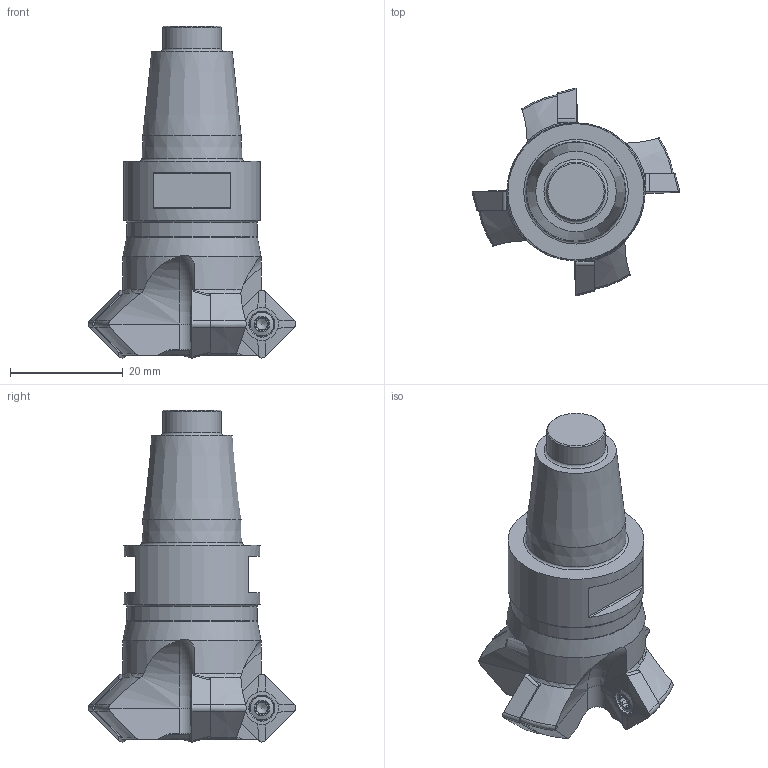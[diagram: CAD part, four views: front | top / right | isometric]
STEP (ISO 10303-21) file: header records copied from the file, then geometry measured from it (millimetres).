
FILE_DESCRIPTION(/* description */ (''),/* implementation_level */ '2;1');
FILE_NAME(/* name */ '1562213712731.stp',/* time_stamp */ '2019-07-04T09:45:23+05:00',/* author */ (''),/* organization */ ('SMS'),/* preprocessor_version */ 'ST-DEVELOPER v15',/* originating_system */ 'SIEMENS PLM Software NX 8.5',/* authorisation */ '');
FILE_SCHEMA (('AUTOMOTIVE_DESIGN { 1 0 10303 214 3 1 1 1 }'));
Length unit declared in the file: millimetre
Products named in the file (4): ASSEMBLY_CONSTRUCTION; 202410841mod000_00; 202443843mod000_00; 202444056mod000_00
Assembly tree (6 placements, depth 2):
  202444056mod000_00
    202443843mod000_00
    202410841mod000_00  x4
    ASSEMBLY_CONSTRUCTION
Bounding box: 36.9 x 36.9 x 59 mm (x, y, z)
Volume: 18747.9 mm3; surface area: 6570.4 mm2
Topology: 5 solids, 5 shells, 381 faces, 1015 edges, 670 vertices
Faces by surface type: plane 138, bspline 60, cone 56, extrusion 52, torus 40, cylinder 31, sphere 4
Full cylindrical faces by diameter (mm): 2.7 x4, 3 x4, 3.4 x4, 4.2 x4, 10.4 x1, 23.2 x1, 24.2 x1
Entity records: 14434 total; most frequent: CARTESIAN_POINT 7027, ORIENTED_EDGE 1548, DIRECTION 1342, EDGE_CURVE 774, AXIS2_PLACEMENT_3D 547, VERTEX_POINT 522, EDGE_LOOP 372, B_SPLINE_CURVE_WITH_KNOTS 341
